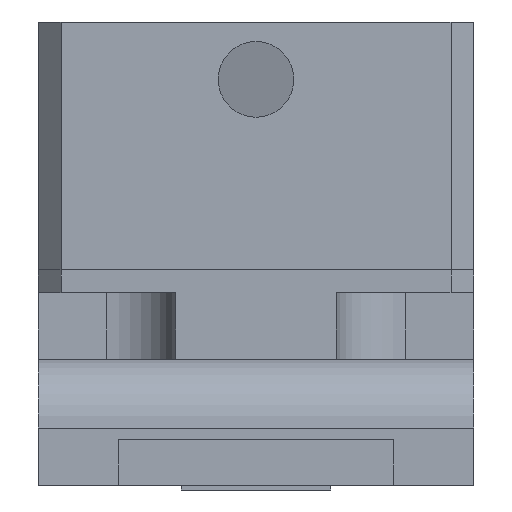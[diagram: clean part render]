
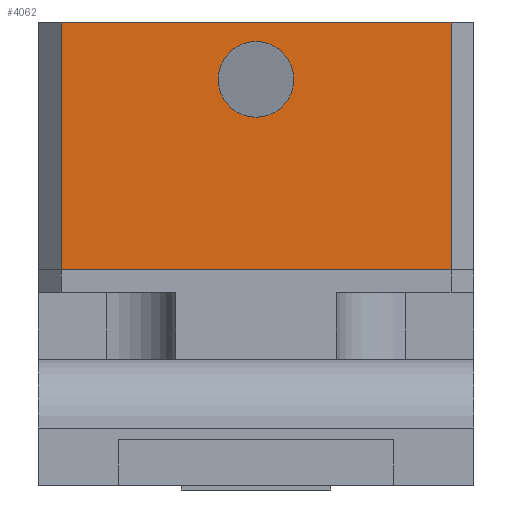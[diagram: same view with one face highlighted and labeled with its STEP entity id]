
A CAD part, front view. The second image highlights one B-rep face of the part: STEP entity #4062.
In plain terms, the highlighted planar face has unit normal (0, -1, 0).
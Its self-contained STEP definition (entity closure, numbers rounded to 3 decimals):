
#320 = CARTESIAN_POINT ( 'NONE',  ( -13.406, -13.547, 26.6 ) ) ;
#323 = CARTESIAN_POINT ( 'NONE',  ( -4.906, -13.547, 34.9 ) ) ;
#336 = CARTESIAN_POINT ( 'NONE',  ( -14.406, -13.547, 37.4 ) ) ;
#361 = DIRECTION ( 'NONE',  ( 0., -1., 0. ) ) ;
#380 = CARTESIAN_POINT ( 'NONE',  ( 3.594, -13.547, 37.4 ) ) ;
#498 = EDGE_CURVE ( 'NONE', #2708, #3639, #1834, .T. ) ;
#527 = VERTEX_POINT ( 'NONE', #1672 ) ;
#572 = EDGE_CURVE ( 'NONE', #963, #2333, #724, .T. ) ;
#584 = DIRECTION ( 'NONE',  ( 0., 0., -1. ) ) ;
#629 = DIRECTION ( 'NONE',  ( 0., 0., -1. ) ) ;
#652 = DIRECTION ( 'NONE',  ( 1., 0., 0. ) ) ;
#724 = CIRCLE ( 'NONE', #4216, 1.65 ) ;
#743 = LINE ( 'NONE', #380, #1644 ) ;
#769 = EDGE_LOOP ( 'NONE', ( #1453, #3898, #3645, #1782 ) ) ;
#836 = AXIS2_PLACEMENT_3D ( 'NONE', #2861, #3523, #1539 ) ;
#940 = VECTOR ( 'NONE', #652, 1000. ) ;
#963 = VERTEX_POINT ( 'NONE', #1463 ) ;
#978 = ORIENTED_EDGE ( 'NONE', *, *, #572, .F. ) ;
#1034 = VERTEX_POINT ( 'NONE', #320 ) ;
#1082 = EDGE_CURVE ( 'NONE', #2333, #963, #1151, .T. ) ;
#1125 = CARTESIAN_POINT ( 'NONE',  ( 3.594, -13.547, 37.4 ) ) ;
#1151 = CIRCLE ( 'NONE', #4274, 1.65 ) ;
#1449 = CARTESIAN_POINT ( 'NONE',  ( -4.906, -13.547, 36.55 ) ) ;
#1453 = ORIENTED_EDGE ( 'NONE', *, *, #498, .F. ) ;
#1463 = CARTESIAN_POINT ( 'NONE',  ( -4.906, -13.547, 33.25 ) ) ;
#1539 = DIRECTION ( 'NONE',  ( 0., 0., 1. ) ) ;
#1644 = VECTOR ( 'NONE', #2038, 1000. ) ;
#1672 = CARTESIAN_POINT ( 'NONE',  ( 3.594, -13.547, 26.6 ) ) ;
#1767 = FACE_BOUND ( 'NONE', #3283, .T. ) ;
#1782 = ORIENTED_EDGE ( 'NONE', *, *, #3010, .T. ) ;
#1834 = LINE ( 'NONE', #336, #940 ) ;
#1860 = PLANE ( 'NONE',  #836 ) ;
#2038 = DIRECTION ( 'NONE',  ( 0., 0., 1. ) ) ;
#2242 = LINE ( 'NONE', #3276, #3887 ) ;
#2333 = VERTEX_POINT ( 'NONE', #1449 ) ;
#2352 = CARTESIAN_POINT ( 'NONE',  ( -4.906, -13.547, 34.9 ) ) ;
#2540 = LINE ( 'NONE', #2963, #3405 ) ;
#2585 = DIRECTION ( 'NONE',  ( 0., -1., 0. ) ) ;
#2686 = DIRECTION ( 'NONE',  ( 0., 0., -1. ) ) ;
#2708 = VERTEX_POINT ( 'NONE', #3099 ) ;
#2861 = CARTESIAN_POINT ( 'NONE',  ( -14.406, -13.547, 37.4 ) ) ;
#2963 = CARTESIAN_POINT ( 'NONE',  ( -13.406, -13.547, 37.4 ) ) ;
#3010 = EDGE_CURVE ( 'NONE', #527, #3639, #743, .T. ) ;
#3099 = CARTESIAN_POINT ( 'NONE',  ( -13.406, -13.547, 37.4 ) ) ;
#3276 = CARTESIAN_POINT ( 'NONE',  ( -14.406, -13.547, 26.6 ) ) ;
#3283 = EDGE_LOOP ( 'NONE', ( #978, #3762 ) ) ;
#3405 = VECTOR ( 'NONE', #629, 1000. ) ;
#3520 = FACE_OUTER_BOUND ( 'NONE', #769, .T. ) ;
#3523 = DIRECTION ( 'NONE',  ( 0., 1., 0. ) ) ;
#3621 = DIRECTION ( 'NONE',  ( 1., 0., 0. ) ) ;
#3639 = VERTEX_POINT ( 'NONE', #1125 ) ;
#3645 = ORIENTED_EDGE ( 'NONE', *, *, #3759, .T. ) ;
#3759 = EDGE_CURVE ( 'NONE', #1034, #527, #2242, .T. ) ;
#3762 = ORIENTED_EDGE ( 'NONE', *, *, #1082, .F. ) ;
#3887 = VECTOR ( 'NONE', #3621, 1000. ) ;
#3898 = ORIENTED_EDGE ( 'NONE', *, *, #4268, .T. ) ;
#4062 = ADVANCED_FACE ( 'NONE', ( #1767, #3520 ), #1860, .F. ) ;
#4216 = AXIS2_PLACEMENT_3D ( 'NONE', #323, #2585, #584 ) ;
#4268 = EDGE_CURVE ( 'NONE', #2708, #1034, #2540, .T. ) ;
#4274 = AXIS2_PLACEMENT_3D ( 'NONE', #2352, #361, #2686 ) ;
